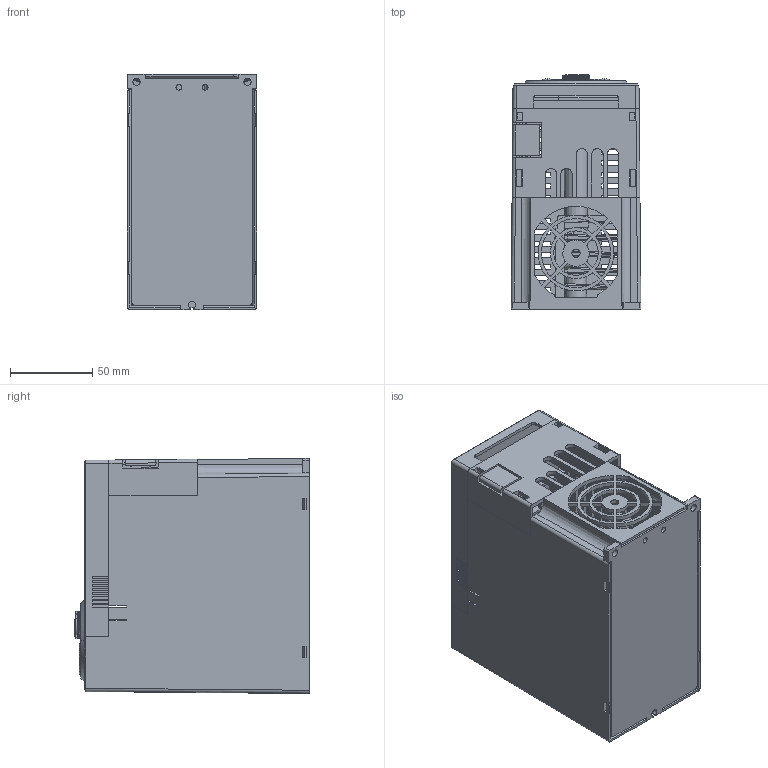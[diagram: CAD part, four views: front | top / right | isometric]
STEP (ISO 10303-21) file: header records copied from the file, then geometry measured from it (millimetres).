
FILE_DESCRIPTION((''),'2;1');
FILE_NAME('IC5_004_ASM','2012-05-22T',('djjeon'),(''),'PRO/ENGINEER BY PARAMETRIC TECHNOLOGY CORPORATION, 2010180','PRO/ENGINEER BY PARAMETRIC TECHNOLOGY CORPORATION, 2010180','');
FILE_SCHEMA(('CONFIG_CONTROL_DESIGN'));
Products named in the file (9): BODY_CASE_A_90; FRONT_COVER_A_28; BACK_COVER_A_35; HEAT_SINK_A_61; SMOG_WINDOW_17; TACK_SW_KNOB_26; VOLUME_KNOB_28; TOTAL-A1_ASM_122_ASM; IC5_004_ASM
Assembly tree (9 placements, depth 3):
  IC5_004_ASM
    TOTAL-A1_ASM_122_ASM
      BODY_CASE_A_90
      FRONT_COVER_A_28
      BACK_COVER_A_35
      HEAT_SINK_A_61
      SMOG_WINDOW_17
      TACK_SW_KNOB_26  x2
      VOLUME_KNOB_28
Bounding box: 79 x 142.81 x 143 mm (x, y, z)
Volume: 283036.9 mm3; surface area: 228611.8 mm2
Topology: 8 solids, 8 shells, 1830 faces, 5492 edges, 3643 vertices
Faces by surface type: plane 1424, cylinder 290, torus 47, bspline 27, cone 25, extrusion 11, sphere 6
Entity records: 63543 total; most frequent: CARTESIAN_POINT 14256, ORIENTED_EDGE 10780, DIRECTION 9459, EDGE_CURVE 5390, VECTOR 4319, LINE 4308, VERTEX_POINT 3574, AXIS2_PLACEMENT_3D 2570
